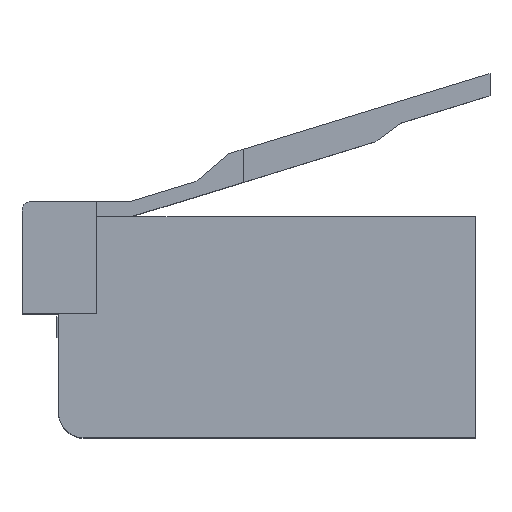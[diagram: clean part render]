
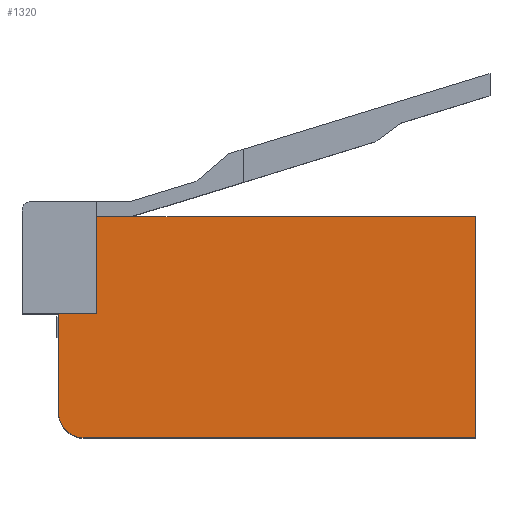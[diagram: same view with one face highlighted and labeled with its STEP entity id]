
A CAD part, top view. The second image highlights one B-rep face of the part: STEP entity #1320.
In plain terms, the highlighted planar face has unit normal (0, 0, 1).
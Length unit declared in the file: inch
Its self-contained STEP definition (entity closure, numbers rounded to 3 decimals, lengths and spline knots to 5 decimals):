
#279 = EDGE_CURVE ( 'NONE', #920, #398, #1803, .T. ) ;
#343 = VERTEX_POINT ( 'NONE', #1890 ) ;
#345 = EDGE_CURVE ( 'NONE', #346, #343, #1889, .T. ) ;
#346 = VERTEX_POINT ( 'NONE', #1885 ) ;
#381 = VERTEX_POINT ( 'NONE', #1991 ) ;
#388 = EDGE_CURVE ( 'NONE', #398, #381, #1984, .T. ) ;
#398 = VERTEX_POINT ( 'NONE', #2023 ) ;
#840 = VERTEX_POINT ( 'NONE', #2712 ) ;
#877 = VERTEX_POINT ( 'NONE', #2779 ) ;
#882 = EDGE_CURVE ( 'NONE', #840, #877, #2772, .T. ) ;
#920 = VERTEX_POINT ( 'NONE', #2827 ) ;
#927 = EDGE_CURVE ( 'NONE', #877, #920, #2825, .T. ) ;
#1258 = EDGE_LOOP ( 'NONE', ( #1323, #1322, #1319, #1331, #1332, #1329, #1326 ) ) ;
#1259 = EDGE_CURVE ( 'NONE', #343, #840, #3314, .T. ) ;
#1319 = ORIENTED_EDGE ( 'NONE', *, *, #345, .T. ) ;
#1320 = ADVANCED_FACE ( 'NONE', ( #3415 ), #3474, .F. ) ;
#1321 = EDGE_CURVE ( 'NONE', #381, #346, #3469, .T. ) ;
#1322 = ORIENTED_EDGE ( 'NONE', *, *, #1321, .T. ) ;
#1323 = ORIENTED_EDGE ( 'NONE', *, *, #388, .T. ) ;
#1326 = ORIENTED_EDGE ( 'NONE', *, *, #279, .T. ) ;
#1329 = ORIENTED_EDGE ( 'NONE', *, *, #927, .T. ) ;
#1331 = ORIENTED_EDGE ( 'NONE', *, *, #1259, .T. ) ;
#1332 = ORIENTED_EDGE ( 'NONE', *, *, #882, .T. ) ;
#1800 = DIRECTION ( 'NONE',  ( -1., 0., 0. ) ) ;
#1801 = VECTOR ( 'NONE', #1800, 39.37008 ) ;
#1802 = CARTESIAN_POINT ( 'NONE',  ( -0.245, 0.016, 0.15 ) ) ;
#1803 = LINE ( 'NONE', #1802, #1801 ) ;
#1885 = CARTESIAN_POINT ( 'NONE',  ( -0.215, -0.13, 0.15 ) ) ;
#1886 = DIRECTION ( 'NONE',  ( 1., 0., 0. ) ) ;
#1887 = VECTOR ( 'NONE', #1886, 39.37008 ) ;
#1888 = CARTESIAN_POINT ( 'NONE',  ( 0.245, -0.13, 0.15 ) ) ;
#1889 = LINE ( 'NONE', #1888, #1887 ) ;
#1890 = CARTESIAN_POINT ( 'NONE',  ( 0.245, -0.13, 0.15 ) ) ;
#1981 = DIRECTION ( 'NONE',  ( 0., -1., 0. ) ) ;
#1982 = VECTOR ( 'NONE', #1981, 39.37008 ) ;
#1983 = CARTESIAN_POINT ( 'NONE',  ( -0.245, -0.13, 0.15 ) ) ;
#1984 = LINE ( 'NONE', #1983, #1982 ) ;
#1991 = CARTESIAN_POINT ( 'NONE',  ( -0.245, -0.1, 0.15 ) ) ;
#2023 = CARTESIAN_POINT ( 'NONE',  ( -0.245, 0.016, 0.15 ) ) ;
#2712 = CARTESIAN_POINT ( 'NONE',  ( 0.245, 0.13, 0.15 ) ) ;
#2769 = DIRECTION ( 'NONE',  ( -1., 0., 0. ) ) ;
#2770 = VECTOR ( 'NONE', #2769, 39.37008 ) ;
#2771 = CARTESIAN_POINT ( 'NONE',  ( -0.2, 0.13, 0.15 ) ) ;
#2772 = LINE ( 'NONE', #2771, #2770 ) ;
#2779 = CARTESIAN_POINT ( 'NONE',  ( -0.2, 0.13, 0.15 ) ) ;
#2823 = VECTOR ( 'NONE', #2885, 39.37008 ) ;
#2824 = CARTESIAN_POINT ( 'NONE',  ( -0.2, 0.016, 0.15 ) ) ;
#2825 = LINE ( 'NONE', #2824, #2823 ) ;
#2827 = CARTESIAN_POINT ( 'NONE',  ( -0.2, 0.016, 0.15 ) ) ;
#2885 = DIRECTION ( 'NONE',  ( 0., -1., 0. ) ) ;
#3314 = LINE ( 'NONE', #3376, #3375 ) ;
#3374 = DIRECTION ( 'NONE',  ( 0., 1., 0. ) ) ;
#3375 = VECTOR ( 'NONE', #3374, 39.37008 ) ;
#3376 = CARTESIAN_POINT ( 'NONE',  ( 0.245, 0.13, 0.15 ) ) ;
#3415 = FACE_OUTER_BOUND ( 'NONE', #1258, .T. ) ;
#3465 = DIRECTION ( 'NONE',  ( -1., 0., 0. ) ) ;
#3466 = DIRECTION ( 'NONE',  ( 0., 0., 1. ) ) ;
#3467 = CARTESIAN_POINT ( 'NONE',  ( -0.215, -0.1, 0.15 ) ) ;
#3468 = AXIS2_PLACEMENT_3D ( 'NONE', #3467, #3466, #3465 ) ;
#3469 = CIRCLE ( 'NONE', #3468, 0.03 ) ;
#3470 = DIRECTION ( 'NONE',  ( -1., 0., 0. ) ) ;
#3471 = DIRECTION ( 'NONE',  ( 0., 0., -1. ) ) ;
#3472 = CARTESIAN_POINT ( 'NONE',  ( -0.2, 0.13, 0.15 ) ) ;
#3473 = AXIS2_PLACEMENT_3D ( 'NONE', #3472, #3471, #3470 ) ;
#3474 = PLANE ( 'NONE',  #3473 ) ;
